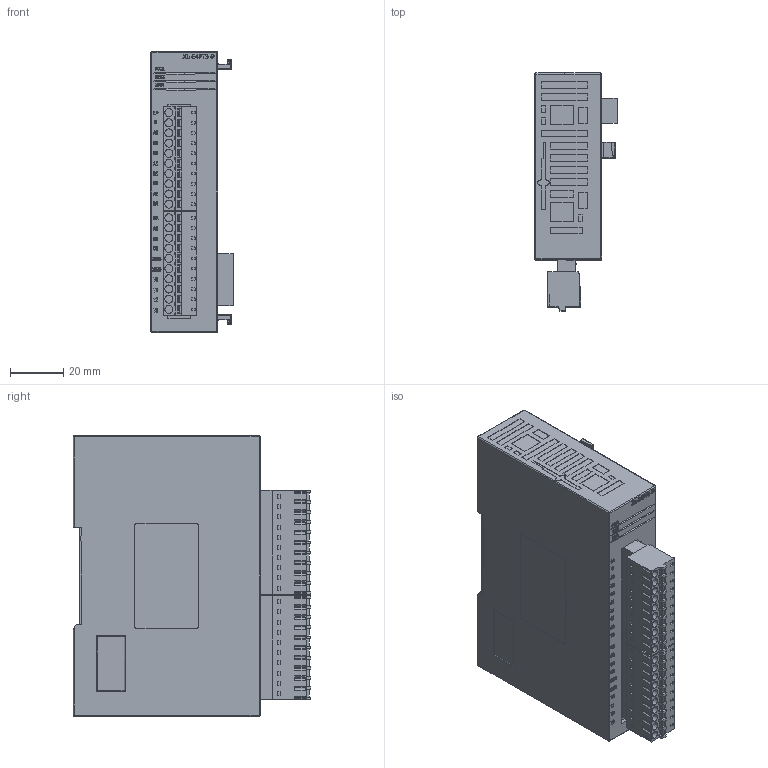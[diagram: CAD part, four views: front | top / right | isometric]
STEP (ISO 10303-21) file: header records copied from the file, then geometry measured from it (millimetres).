
FILE_DESCRIPTION(/* description */ (''),/* implementation_level */ '2;1');
FILE_NAME(/* name */ 'XL-E4P~1',/* time_stamp */ '2022-08-15T09:30:37+08:00',/* author */ (''),/* organization */ (''),/* preprocessor_version */ 'ST-DEVELOPER v16.5',/* originating_system */ '',/* authorisation */ '');
FILE_SCHEMA (('CONFIG_CONTROL_DESIGN'));
Length unit declared in the file: millimetre
Products named in the file (1): Document
Bounding box: 30.8 x 88.99 x 105 mm (x, y, z)
Volume: 195156 mm3; surface area: 32330.5 mm2
Topology: 63 solids, 63 shells, 2260 faces, 5834 edges, 3842 vertices
Faces by surface type: plane 1852, bspline 254, cylinder 154
Entity records: 67366 total; most frequent: CARTESIAN_POINT 26861, ORIENTED_EDGE 11666, EDGE_CURVE 5833, B_SPLINE_CURVE_WITH_KNOTS 5520, VERTEX_POINT 3842, EDGE_LOOP 2461, ADVANCED_FACE 2260, FACE_OUTER_BOUND 2260
